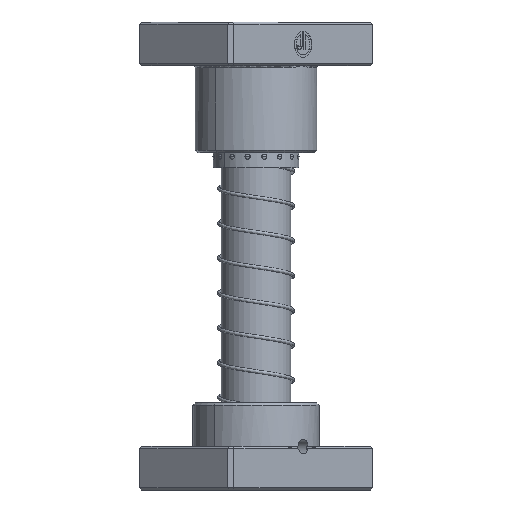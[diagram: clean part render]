
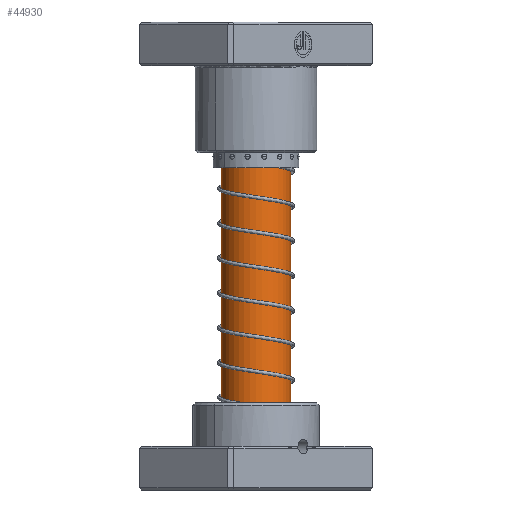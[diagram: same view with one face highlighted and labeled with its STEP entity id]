
A CAD part, front view. The second image highlights one B-rep face of the part: STEP entity #44930.
In plain terms, the highlighted cylindrical face has radius 16 mm (diameter 32 mm), a partial arc.
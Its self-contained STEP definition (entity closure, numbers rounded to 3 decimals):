
#272 = DIRECTION ( 'NONE',  ( -1., 0., 0. ) ) ;
#757 = EDGE_LOOP ( 'NONE', ( #25320, #16291, #7362, #35097 ) ) ;
#898 = CARTESIAN_POINT ( 'NONE',  ( -16., 0., 177.5 ) ) ;
#929 = LINE ( 'NONE', #33294, #18333 ) ;
#2043 = VECTOR ( 'NONE', #33533, 1000. ) ;
#5656 = CARTESIAN_POINT ( 'NONE',  ( 0., 0., 24. ) ) ;
#5927 = DIRECTION ( 'NONE',  ( 0., 0., -1. ) ) ;
#7362 = ORIENTED_EDGE ( 'NONE', *, *, #12064, .T. ) ;
#7483 = CIRCLE ( 'NONE', #16148, 16. ) ;
#7675 = FACE_OUTER_BOUND ( 'NONE', #757, .T. ) ;
#9149 = DIRECTION ( 'NONE',  ( -1., 0., 0. ) ) ;
#9334 = CARTESIAN_POINT ( 'NONE',  ( -16., 0., 180. ) ) ;
#10162 = VERTEX_POINT ( 'NONE', #898 ) ;
#12064 = EDGE_CURVE ( 'NONE', #10162, #15321, #29666, .T. ) ;
#12969 = CARTESIAN_POINT ( 'NONE',  ( 0., 0., 177.5 ) ) ;
#14236 = CARTESIAN_POINT ( 'NONE',  ( 0., 0., 180. ) ) ;
#14510 = AXIS2_PLACEMENT_3D ( 'NONE', #14236, #34656, #272 ) ;
#15321 = VERTEX_POINT ( 'NONE', #42233 ) ;
#16148 = AXIS2_PLACEMENT_3D ( 'NONE', #5656, #29854, #9149 ) ;
#16291 = ORIENTED_EDGE ( 'NONE', *, *, #36418, .T. ) ;
#16467 = DIRECTION ( 'NONE',  ( 1., 0., 0. ) ) ;
#18333 = VECTOR ( 'NONE', #5927, 1000. ) ;
#24342 = EDGE_CURVE ( 'NONE', #30361, #15321, #7483, .T. ) ;
#25320 = ORIENTED_EDGE ( 'NONE', *, *, #37367, .F. ) ;
#26539 = AXIS2_PLACEMENT_3D ( 'NONE', #12969, #37163, #16467 ) ;
#27653 = CARTESIAN_POINT ( 'NONE',  ( 16., 0., 24. ) ) ;
#29206 = CIRCLE ( 'NONE', #26539, 16. ) ;
#29666 = LINE ( 'NONE', #9334, #2043 ) ;
#29775 = VERTEX_POINT ( 'NONE', #37741 ) ;
#29854 = DIRECTION ( 'NONE',  ( 0., 0., -1. ) ) ;
#30361 = VERTEX_POINT ( 'NONE', #27653 ) ;
#33078 = CYLINDRICAL_SURFACE ( 'NONE', #14510, 16. ) ;
#33294 = CARTESIAN_POINT ( 'NONE',  ( 16., 0., 180. ) ) ;
#33533 = DIRECTION ( 'NONE',  ( 0., 0., -1. ) ) ;
#34656 = DIRECTION ( 'NONE',  ( 0., 0., -1. ) ) ;
#35097 = ORIENTED_EDGE ( 'NONE', *, *, #24342, .F. ) ;
#36418 = EDGE_CURVE ( 'NONE', #29775, #10162, #29206, .T. ) ;
#37163 = DIRECTION ( 'NONE',  ( 0., 0., -1. ) ) ;
#37367 = EDGE_CURVE ( 'NONE', #29775, #30361, #929, .T. ) ;
#37741 = CARTESIAN_POINT ( 'NONE',  ( 16., 0., 177.5 ) ) ;
#42233 = CARTESIAN_POINT ( 'NONE',  ( -16., 0., 24. ) ) ;
#44930 = ADVANCED_FACE ( 'NONE', ( #7675 ), #33078, .T. ) ;
